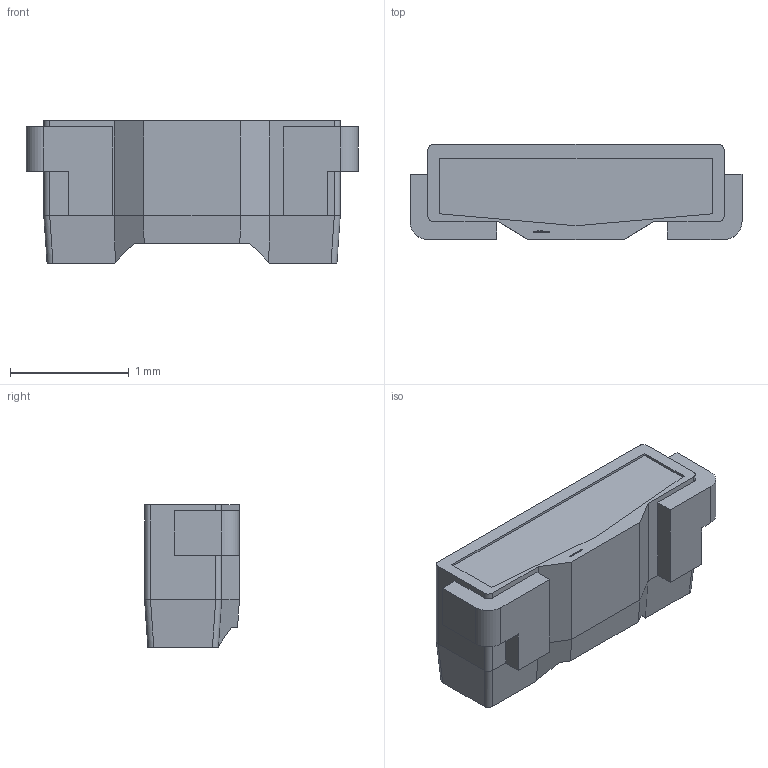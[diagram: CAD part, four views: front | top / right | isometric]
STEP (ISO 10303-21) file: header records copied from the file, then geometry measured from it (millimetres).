
FILE_DESCRIPTION (( 'STEP AP214' ), '1' );
FILE_NAME ('XZxx81S.STEP', '2015-09-11T17:03:39', ( '' ), ( '' ), 'SwSTEP 2.0', 'SolidWorks 2012', '' );
FILE_SCHEMA (( 'AUTOMOTIVE_DESIGN' ));
Length unit declared in the file: millimetre
Products named in the file (1): XZxx81S
Bounding box: 2.8 x 0.8 x 1.2 mm (x, y, z)
Volume: 2.1 mm3; surface area: 17.5 mm2
Topology: 4 solids, 4 shells, 286 faces, 771 edges, 514 vertices
Faces by surface type: plane 175, bspline 99, cylinder 12
Entity records: 13569 total; most frequent: CARTESIAN_POINT 6951, ORIENTED_EDGE 1542, DIRECTION 957, EDGE_CURVE 771, LINE 549, VECTOR 549, VERTEX_POINT 514, EDGE_LOOP 307
